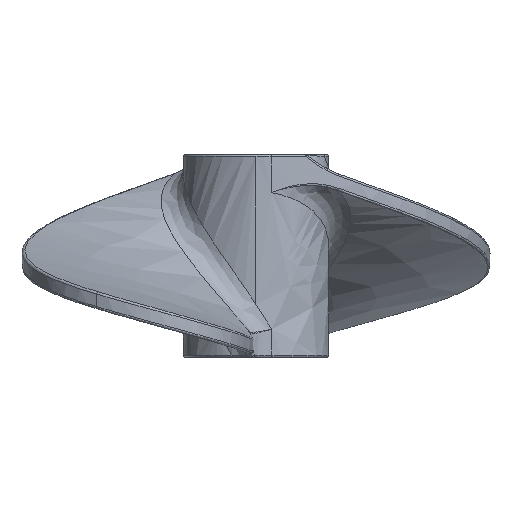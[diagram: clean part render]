
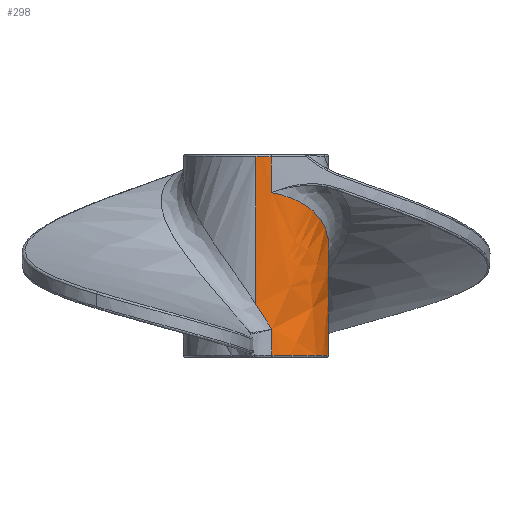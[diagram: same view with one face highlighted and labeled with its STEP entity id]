
A CAD part, left-side view. The second image highlights one B-rep face of the part: STEP entity #298.
In plain terms, the highlighted free-form (B-spline) face has degree [2, 1] with [5, 2] control points.
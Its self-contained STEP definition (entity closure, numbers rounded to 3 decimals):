
#154 = VERTEX_POINT('',#155);
#155 = CARTESIAN_POINT('',(-4.433,0.,
    2.714));
#168 = EDGE_CURVE('',#154,#169,#171,.T.);
#169 = VERTEX_POINT('',#170);
#170 = CARTESIAN_POINT('',(-4.433,0.,11.716));
#171 = B_SPLINE_CURVE_WITH_KNOTS('',1,(#172,#173),.UNSPECIFIED.,.F.,.F.,
  (2,2),(3.304,9.7),.PIECEWISE_BEZIER_KNOTS.);
#172 = CARTESIAN_POINT('',(-4.433,0.,2.714));
#173 = CARTESIAN_POINT('',(-4.433,0.,11.716));
#298 = ADVANCED_FACE('',(#299),#362,.T.);
#299 = FACE_BOUND('',#300,.T.);
#300 = EDGE_LOOP('',(#301,#302,#311,#318,#326,#349,#356));
#301 = ORIENTED_EDGE('',*,*,#168,.F.);
#302 = ORIENTED_EDGE('',*,*,#303,.T.);
#303 = EDGE_CURVE('',#154,#304,#306,.T.);
#304 = VERTEX_POINT('',#305);
#305 = CARTESIAN_POINT('',(-4.327,-0.964,
    1.194));
#306 = B_SPLINE_CURVE_WITH_KNOTS('',3,(#307,#308,#309,#310),
  .UNSPECIFIED.,.F.,.F.,(4,4),(0.,1.),.PIECEWISE_BEZIER_KNOTS.);
#307 = CARTESIAN_POINT('',(-4.433,0.,
    2.714));
#308 = CARTESIAN_POINT('',(-4.433,-0.29,2.276
    ));
#309 = CARTESIAN_POINT('',(-4.405,-0.615,1.769
    ));
#310 = CARTESIAN_POINT('',(-4.327,-0.964,
    1.194));
#311 = ORIENTED_EDGE('',*,*,#312,.T.);
#312 = EDGE_CURVE('',#304,#313,#315,.T.);
#313 = VERTEX_POINT('',#314);
#314 = CARTESIAN_POINT('',(-4.327,-0.964,
    -0.387));
#315 = B_SPLINE_CURVE_WITH_KNOTS('',1,(#316,#317),.UNSPECIFIED.,.F.,.F.,
  (2,2),(-2.223,-1.1),.PIECEWISE_BEZIER_KNOTS.);
#316 = CARTESIAN_POINT('',(-4.327,-0.964,
    1.194));
#317 = CARTESIAN_POINT('',(-4.327,-0.964,
    -0.387));
#318 = ORIENTED_EDGE('',*,*,#319,.T.);
#319 = EDGE_CURVE('',#313,#320,#322,.T.);
#320 = VERTEX_POINT('',#321);
#321 = CARTESIAN_POINT('',(4.185,-1.463,-0.387
    ));
#322 = ( BOUNDED_CURVE() B_SPLINE_CURVE(2,(#323,#324,#325),
.UNSPECIFIED.,.F.,.F.) B_SPLINE_CURVE_WITH_KNOTS((3,3),(3.361,
5.947),.PIECEWISE_BEZIER_KNOTS.) CURVE() 
GEOMETRIC_REPRESENTATION_ITEM() RATIONAL_B_SPLINE_CURVE((1.,
0.274,1.)) REPRESENTATION_ITEM('') );
#323 = CARTESIAN_POINT('',(-4.327,-0.964,
    -0.387));
#324 = CARTESIAN_POINT('',(-0.945,-16.141,-0.387
    ));
#325 = CARTESIAN_POINT('',(4.185,-1.463,-0.387
    ));
#326 = ORIENTED_EDGE('',*,*,#327,.T.);
#327 = EDGE_CURVE('',#320,#328,#330,.T.);
#328 = VERTEX_POINT('',#329);
#329 = CARTESIAN_POINT('',(-4.336,-0.922,9.531
    ));
#330 = B_SPLINE_CURVE_WITH_KNOTS('',3,(#331,#332,#333,#334,#335,#336,
    #337,#338,#339,#340,#341,#342,#343,#344,#345,#346,#347,#348),
  .UNSPECIFIED.,.F.,.F.,(4,2,2,2,2,2,2,2,4),(0.,0.125,0.25,0.375,0.5,
    0.625,0.75,0.875,1.),.UNSPECIFIED.);
#331 = CARTESIAN_POINT('',(4.185,-1.463,-0.387
    ));
#332 = CARTESIAN_POINT('',(4.025,-1.921,0.355
    ));
#333 = CARTESIAN_POINT('',(3.789,-2.352,1.057)
  );
#334 = CARTESIAN_POINT('',(3.192,-3.114,2.377
    ));
#335 = CARTESIAN_POINT('',(2.831,-3.446,2.996
    ));
#336 = CARTESIAN_POINT('',(2.023,-3.974,4.152)
  );
#337 = CARTESIAN_POINT('',(1.576,-4.171,4.689)
  );
#338 = CARTESIAN_POINT('',(0.645,-4.412,5.68
    ));
#339 = CARTESIAN_POINT('',(0.16,-4.456,6.134
    ));
#340 = CARTESIAN_POINT('',(-0.796,-4.387,6.961
    ));
#341 = CARTESIAN_POINT('',(-1.268,-4.275,
    7.333));
#342 = CARTESIAN_POINT('',(-2.15,-3.906,7.995
    ));
#343 = CARTESIAN_POINT('',(-2.56,-3.65,
    8.285));
#344 = CARTESIAN_POINT('',(-3.277,-3.023,
    8.782));
#345 = CARTESIAN_POINT('',(-3.584,-2.652,
    8.99));
#346 = CARTESIAN_POINT('',(-4.064,-1.832,
    9.322));
#347 = CARTESIAN_POINT('',(-4.238,-1.385,
    9.447));
#348 = CARTESIAN_POINT('',(-4.336,-0.922,9.531
    ));
#349 = ORIENTED_EDGE('',*,*,#350,.T.);
#350 = EDGE_CURVE('',#328,#351,#353,.T.);
#351 = VERTEX_POINT('',#352);
#352 = CARTESIAN_POINT('',(-4.336,-0.922,
    11.716));
#353 = B_SPLINE_CURVE_WITH_KNOTS('',1,(#354,#355),.UNSPECIFIED.,.F.,.F.,
  (2,2),(9.273,10.825),.PIECEWISE_BEZIER_KNOTS.);
#354 = CARTESIAN_POINT('',(-4.336,-0.922,9.531
    ));
#355 = CARTESIAN_POINT('',(-4.336,-0.922,
    11.716));
#356 = ORIENTED_EDGE('',*,*,#357,.T.);
#357 = EDGE_CURVE('',#351,#169,#358,.T.);
#358 = ( BOUNDED_CURVE() B_SPLINE_CURVE(2,(#359,#360,#361),
.UNSPECIFIED.,.F.,.F.) B_SPLINE_CURVE_WITH_KNOTS((3,3),(2.932,
3.142),.PIECEWISE_BEZIER_KNOTS.) CURVE() 
GEOMETRIC_REPRESENTATION_ITEM() RATIONAL_B_SPLINE_CURVE((1.,
0.995,1.)) REPRESENTATION_ITEM('') );
#359 = CARTESIAN_POINT('',(-4.336,-0.922,
    11.716));
#360 = CARTESIAN_POINT('',(-4.433,-0.466,
    11.716));
#361 = CARTESIAN_POINT('',(-4.433,0.,
    11.716));
#362 = ( BOUNDED_SURFACE() B_SPLINE_SURFACE(2,1,(
    (#363,#364)
    ,(#365,#366)
    ,(#367,#368)
    ,(#369,#370)
,(#371,#372
    )),.UNSPECIFIED.,.F.,.F.,.F.) B_SPLINE_SURFACE_WITH_KNOTS((3,2,3),(2
    ,2),(0.,1.403,2.805),(1.1,9.7),
.PIECEWISE_BEZIER_KNOTS.) GEOMETRIC_REPRESENTATION_ITEM() 
RATIONAL_B_SPLINE_SURFACE((
    (1.,1.)
    ,(0.764,0.764)
    ,(1.,1.)
    ,(0.764,0.764)
,(1.,1.))) REPRESENTATION_ITEM('') SURFACE() );
#363 = CARTESIAN_POINT('',(-4.433,0.,-0.387));
#364 = CARTESIAN_POINT('',(-4.433,0.,11.716));
#365 = CARTESIAN_POINT('',(-4.433,-3.744,-0.387
    ));
#366 = CARTESIAN_POINT('',(-4.433,-3.744,
    11.716));
#367 = CARTESIAN_POINT('',(-0.742,-4.371,
    -0.387));
#368 = CARTESIAN_POINT('',(-0.742,-4.371,
    11.716));
#369 = CARTESIAN_POINT('',(2.95,-4.997,-0.387
    ));
#370 = CARTESIAN_POINT('',(2.95,-4.997,
    11.716));
#371 = CARTESIAN_POINT('',(4.185,-1.463,-0.387
    ));
#372 = CARTESIAN_POINT('',(4.185,-1.463,
    11.716));
